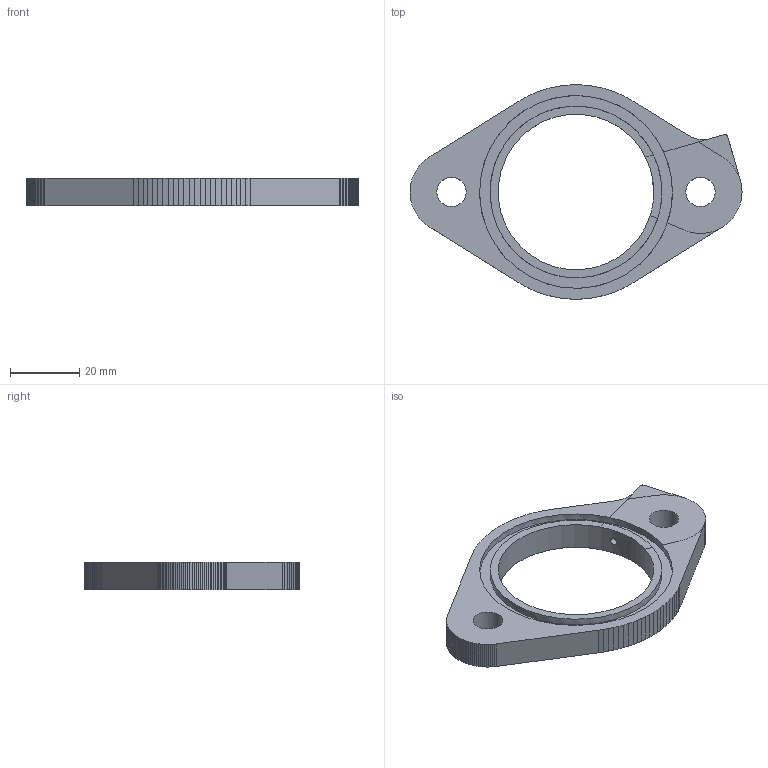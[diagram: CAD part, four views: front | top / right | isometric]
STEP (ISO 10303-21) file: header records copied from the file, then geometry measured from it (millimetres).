
FILE_DESCRIPTION(('FreeCAD Model'),'2;1');
FILE_NAME('Open CASCADE Shape Model','2024-03-15T11:30:57',(''),(''), 'Open CASCADE STEP processor 7.6','FreeCAD','Unknown');
FILE_SCHEMA(('AUTOMOTIVE_DESIGN { 1 0 10303 214 1 1 1 1 }'));
Length unit declared in the file: millimetre
Products named in the file (1): Fillet001
Bounding box: 96 x 61.98 x 8 mm (x, y, z)
Volume: 16508 mm3; surface area: 9665.1 mm2
Topology: 1 solids, 1 shells, 142 faces, 481 edges, 342 vertices
Faces by surface type: plane 131, cylinder 11
Full cylindrical faces by diameter (mm): 2 x1, 3 x1, 8.5 x2, 45 x1, 49.632 x2, 55.778 x2
Entity records: 5316 total; most frequent: CARTESIAN_POINT 1016, ORIENTED_EDGE 962, DIRECTION 799, EDGE_CURVE 481, LINE 447, VECTOR 447, VERTEX_POINT 342, AXIS2_PLACEMENT_3D 176
